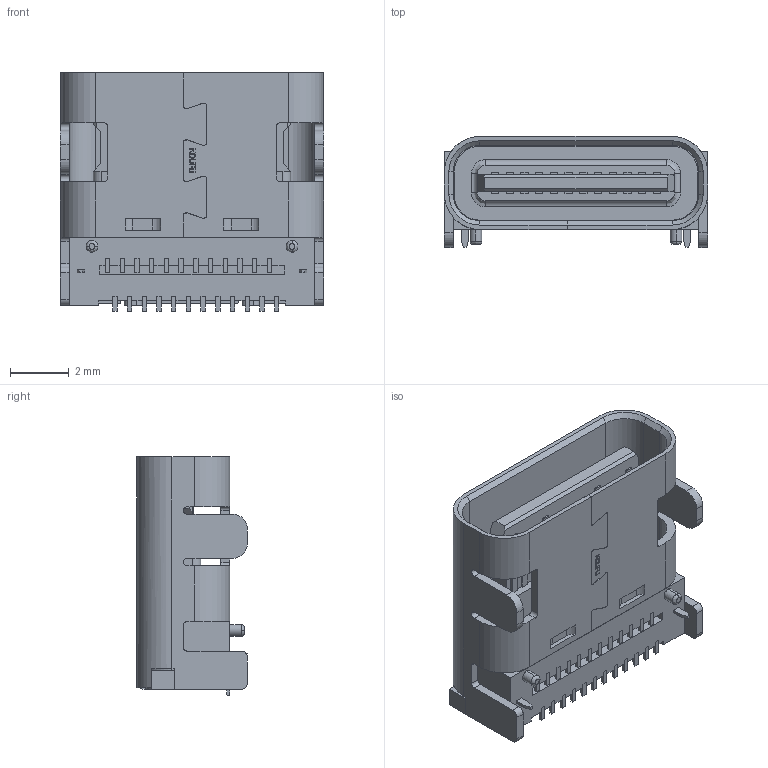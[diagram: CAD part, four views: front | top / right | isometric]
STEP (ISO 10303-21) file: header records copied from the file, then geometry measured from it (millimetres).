
FILE_DESCRIPTION (( 'STEP AP214' ), '1' );
FILE_NAME ('E33EDBB5-F55C-4243-924E-A45D10E39EAC.STEP', '2022-12-24T20:56:48', ( '' ), ( '' ), 'SwSTEP 2.0', 'SolidWorks 2022', '' );
FILE_SCHEMA (( 'AUTOMOTIVE_DESIGN' ));
Length unit declared in the file: millimetre
Products named in the file (1): E33EDBB5-F55C-4243-924E-A45D10E39EAC
Bounding box: 8.94 x 3.76 x 8.1 mm (x, y, z)
Volume: 132.9 mm3; surface area: 564.7 mm2
Topology: 52 solids, 52 shells, 917 faces, 2360 edges, 1566 vertices
Faces by surface type: plane 760, cylinder 118, bspline 35, cone 4
Entity records: 28429 total; most frequent: CARTESIAN_POINT 5563, ORIENTED_EDGE 4720, DIRECTION 4296, EDGE_CURVE 2360, VECTOR 2042, LINE 2042, VERTEX_POINT 1566, AXIS2_PLACEMENT_3D 1127
